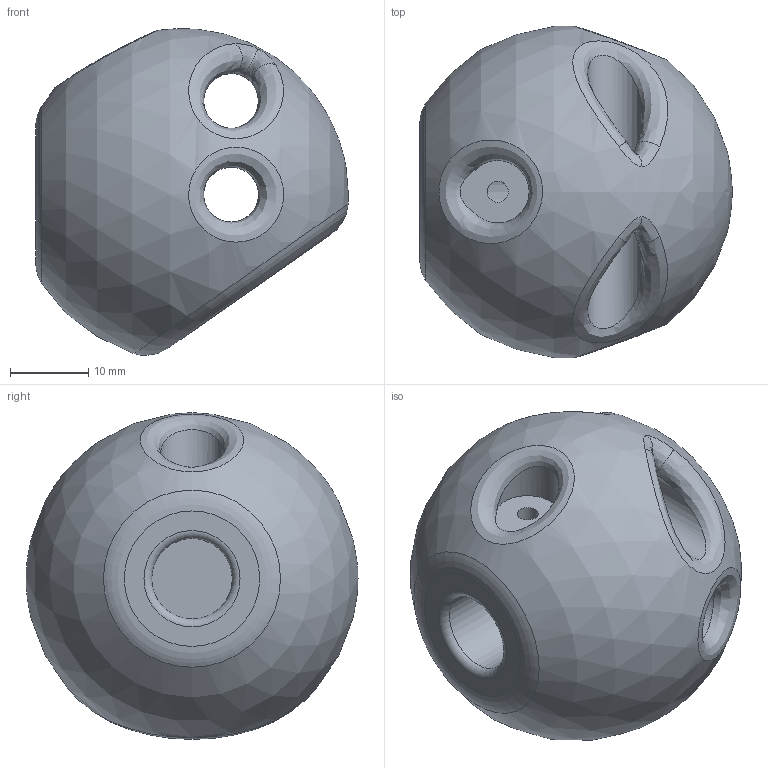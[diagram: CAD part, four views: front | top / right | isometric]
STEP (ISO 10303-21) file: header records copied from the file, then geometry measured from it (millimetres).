
FILE_DESCRIPTION(/* description */ ('STEP AP214'),/* implementation_level */ '2;1');
FILE_NAME(/* name */ '613a1d2dfd96905b976639a9',/* time_stamp */ '2021-09-09T14:41:50+00:00',/* author */ (''),/* organization */ (''),/* preprocessor_version */ 'ST-DEVELOPER v18.1',/* originating_system */ ' ',/* authorisation */ ' ');
FILE_SCHEMA (('AUTOMOTIVE_DESIGN {1 0 10303 214 3 1 1}'));
Length unit declared in the file: metre
Products named in the file (1): Foot_ball
Bounding box: 40 x 42.47 x 41.8 mm (x, y, z)
Volume: 32679.4 mm3; surface area: 7289.9 mm2
Topology: 1 solids, 1 shells, 22 faces, 58 edges, 38 vertices
Faces by surface type: bspline 9, cylinder 5, plane 4, torus 3, sphere 1
Full cylindrical faces by diameter (mm): 2.7 x1, 7 x2, 10.3 x1
Entity records: 1340 total; most frequent: CARTESIAN_POINT 952, ORIENTED_EDGE 70, DIRECTION 46, EDGE_LOOP 41, FACE_BOUND 41, EDGE_CURVE 35, VERTEX_POINT 28, B_SPLINE_CURVE_WITH_KNOTS 26
